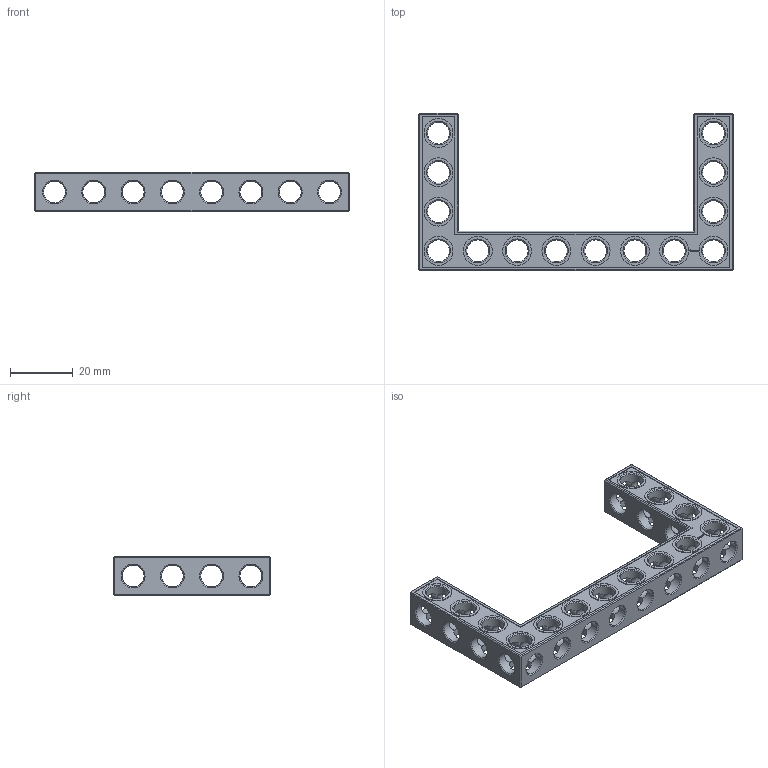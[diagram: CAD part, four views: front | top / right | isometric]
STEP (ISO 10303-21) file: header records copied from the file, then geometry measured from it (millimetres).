
FILE_DESCRIPTION(('FreeCAD Model'),'2;1');
FILE_NAME('Open CASCADE Shape Model','2022-02-23T21:21:18',( 'Paulo Kiefe'),('STEMFIE.org'),'Open CASCADE STEP processor 7.5', 'FreeCAD','Unknown');
FILE_SCHEMA(('AUTOMOTIVE_DESIGN { 1 0 10303 214 1 1 1 1 }'));
Products named in the file (1): Beam AGD ESS USH SYM BU08x04x01 - SPN-BEM-0398 (stemfie.org)
Bounding box: 100 x 50 x 12.5 mm (x, y, z)
Volume: 13675.5 mm3; surface area: 12348.4 mm2
Topology: 1 solids, 1 shells, 733 faces, 2124 edges, 1386 vertices
Faces by surface type: plane 384, extrusion 206, cylinder 85, cone 58
Full cylindrical faces by diameter (mm): 6.98 x10, 7 x61, 9.2 x14
Entity records: 85527 total; most frequent: CARTESIAN_POINT 45663, DIRECTION 6308, VECTOR 4548, LINE 4342, ORIENTED_EDGE 4248, PCURVE 4248, DEFINITIONAL_REPRESENTATION 4248, EDGE_CURVE 2124
